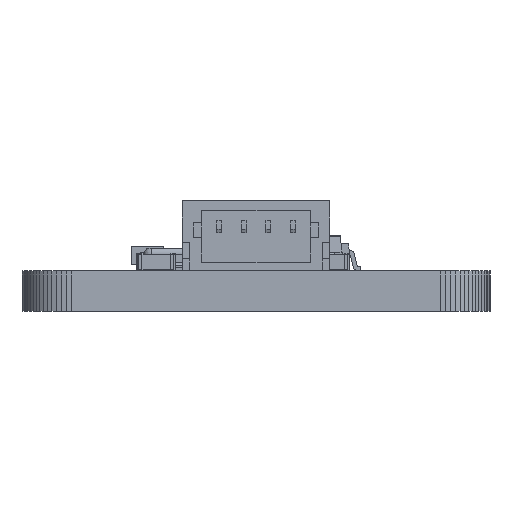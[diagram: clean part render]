
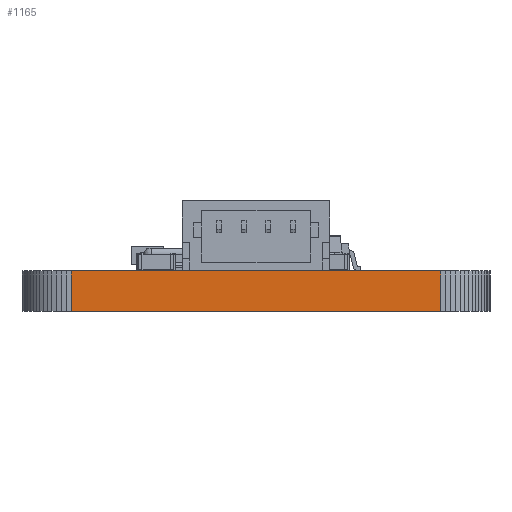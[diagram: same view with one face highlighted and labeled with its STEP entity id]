
A CAD part, left-side view. The second image highlights one B-rep face of the part: STEP entity #1165.
In plain terms, the highlighted planar face has unit normal (-1, 0, 0).
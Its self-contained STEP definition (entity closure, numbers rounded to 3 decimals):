
#1109 = VERTEX_POINT('',#1110);
#1110 = CARTESIAN_POINT('',(0.,-2.,0.82));
#1116 = EDGE_CURVE('',#1117,#1109,#1119,.T.);
#1117 = VERTEX_POINT('',#1118);
#1118 = CARTESIAN_POINT('',(0.,-2.,-0.82));
#1119 = LINE('',#1120,#1121);
#1120 = CARTESIAN_POINT('',(0.,-2.,-0.82));
#1121 = VECTOR('',#1122,1.);
#1122 = DIRECTION('',(0.,0.,1.));
#1165 = ADVANCED_FACE('',(#1166),#1191,.F.);
#1166 = FACE_BOUND('',#1167,.F.);
#1167 = EDGE_LOOP('',(#1168,#1169,#1177,#1185));
#1168 = ORIENTED_EDGE('',*,*,#1116,.T.);
#1169 = ORIENTED_EDGE('',*,*,#1170,.T.);
#1170 = EDGE_CURVE('',#1109,#1171,#1173,.T.);
#1171 = VERTEX_POINT('',#1172);
#1172 = CARTESIAN_POINT('',(0.,-17.,0.82));
#1173 = LINE('',#1174,#1175);
#1174 = CARTESIAN_POINT('',(0.,-2.,0.82));
#1175 = VECTOR('',#1176,1.);
#1176 = DIRECTION('',(0.,-1.,0.));
#1177 = ORIENTED_EDGE('',*,*,#1178,.F.);
#1178 = EDGE_CURVE('',#1179,#1171,#1181,.T.);
#1179 = VERTEX_POINT('',#1180);
#1180 = CARTESIAN_POINT('',(0.,-17.,-0.82));
#1181 = LINE('',#1182,#1183);
#1182 = CARTESIAN_POINT('',(0.,-17.,-0.82));
#1183 = VECTOR('',#1184,1.);
#1184 = DIRECTION('',(0.,0.,1.));
#1185 = ORIENTED_EDGE('',*,*,#1186,.F.);
#1186 = EDGE_CURVE('',#1117,#1179,#1187,.T.);
#1187 = LINE('',#1188,#1189);
#1188 = CARTESIAN_POINT('',(0.,-2.,-0.82));
#1189 = VECTOR('',#1190,1.);
#1190 = DIRECTION('',(0.,-1.,0.));
#1191 = PLANE('',#1192);
#1192 = AXIS2_PLACEMENT_3D('',#1193,#1194,#1195);
#1193 = CARTESIAN_POINT('',(0.,-2.,-0.82));
#1194 = DIRECTION('',(1.,0.,0.));
#1195 = DIRECTION('',(0.,-1.,0.));
